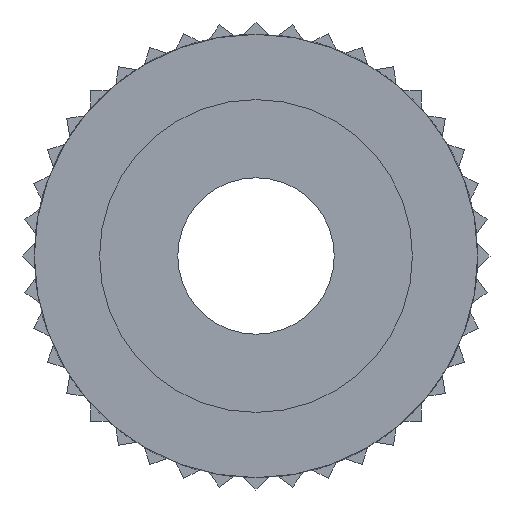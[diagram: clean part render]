
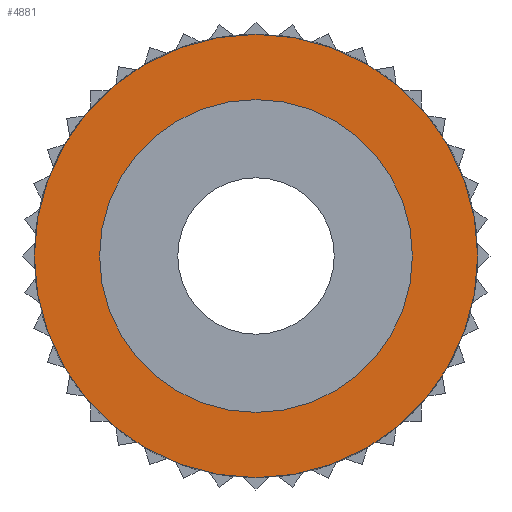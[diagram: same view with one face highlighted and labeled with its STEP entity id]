
A CAD part, front view. The second image highlights one B-rep face of the part: STEP entity #4881.
In plain terms, the highlighted planar face has unit normal (0, -1, 0).
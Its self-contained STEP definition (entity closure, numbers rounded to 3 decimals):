
#1 = CARTESIAN_POINT ( 'NONE',  ( 0., -9.5, 9. ) ) ;
#20 = EDGE_CURVE ( 'NONE', #1777, #4192, #3884, .T. ) ;
#72 = CARTESIAN_POINT ( 'NONE',  ( 0., -9.5, 6.35 ) ) ;
#201 = CIRCLE ( 'NONE', #3210, 6.35 ) ;
#297 = AXIS2_PLACEMENT_3D ( 'NONE', #1425, #1051, #3718 ) ;
#456 = DIRECTION ( 'NONE',  ( 0., 0., 1. ) ) ;
#463 = CIRCLE ( 'NONE', #297, 6.35 ) ;
#605 = DIRECTION ( 'NONE',  ( 0., 0., 1. ) ) ;
#736 = EDGE_CURVE ( 'NONE', #4192, #1777, #2484, .T. ) ;
#808 = EDGE_LOOP ( 'NONE', ( #1826, #1533 ) ) ;
#851 = PLANE ( 'NONE',  #4116 ) ;
#901 = VERTEX_POINT ( 'NONE', #4375 ) ;
#1051 = DIRECTION ( 'NONE',  ( 0., -1., 0. ) ) ;
#1425 = CARTESIAN_POINT ( 'NONE',  ( 0., -9.5, 0. ) ) ;
#1504 = ORIENTED_EDGE ( 'NONE', *, *, #20, .F. ) ;
#1533 = ORIENTED_EDGE ( 'NONE', *, *, #2376, .F. ) ;
#1698 = ORIENTED_EDGE ( 'NONE', *, *, #736, .F. ) ;
#1764 = AXIS2_PLACEMENT_3D ( 'NONE', #4788, #3631, #605 ) ;
#1777 = VERTEX_POINT ( 'NONE', #1 ) ;
#1826 = ORIENTED_EDGE ( 'NONE', *, *, #3467, .F. ) ;
#1997 = FACE_OUTER_BOUND ( 'NONE', #4516, .T. ) ;
#2376 = EDGE_CURVE ( 'NONE', #901, #3917, #201, .T. ) ;
#2484 = CIRCLE ( 'NONE', #3597, 9. ) ;
#2599 = CARTESIAN_POINT ( 'NONE',  ( 0., -9.5, -9. ) ) ;
#2672 = CARTESIAN_POINT ( 'NONE',  ( 0., -9.5, 0. ) ) ;
#2822 = DIRECTION ( 'NONE',  ( 0., 0., 1. ) ) ;
#3134 = FACE_BOUND ( 'NONE', #808, .T. ) ;
#3210 = AXIS2_PLACEMENT_3D ( 'NONE', #2672, #3812, #3514 ) ;
#3467 = EDGE_CURVE ( 'NONE', #3917, #901, #463, .T. ) ;
#3514 = DIRECTION ( 'NONE',  ( 0., 0., -1. ) ) ;
#3589 = DIRECTION ( 'NONE',  ( 0., 1., 0. ) ) ;
#3597 = AXIS2_PLACEMENT_3D ( 'NONE', #3904, #3589, #2822 ) ;
#3631 = DIRECTION ( 'NONE',  ( 0., 1., 0. ) ) ;
#3718 = DIRECTION ( 'NONE',  ( 0., 0., -1. ) ) ;
#3812 = DIRECTION ( 'NONE',  ( 0., -1., 0. ) ) ;
#3884 = CIRCLE ( 'NONE', #1764, 9. ) ;
#3904 = CARTESIAN_POINT ( 'NONE',  ( 0., -9.5, 0. ) ) ;
#3917 = VERTEX_POINT ( 'NONE', #72 ) ;
#4116 = AXIS2_PLACEMENT_3D ( 'NONE', #4582, #4212, #456 ) ;
#4192 = VERTEX_POINT ( 'NONE', #2599 ) ;
#4212 = DIRECTION ( 'NONE',  ( 0., 1., 0. ) ) ;
#4375 = CARTESIAN_POINT ( 'NONE',  ( 0., -9.5, -6.35 ) ) ;
#4516 = EDGE_LOOP ( 'NONE', ( #1698, #1504 ) ) ;
#4582 = CARTESIAN_POINT ( 'NONE',  ( 0., -9.5, 0. ) ) ;
#4788 = CARTESIAN_POINT ( 'NONE',  ( 0., -9.5, 0. ) ) ;
#4881 = ADVANCED_FACE ( 'NONE', ( #3134, #1997 ), #851, .F. ) ;
